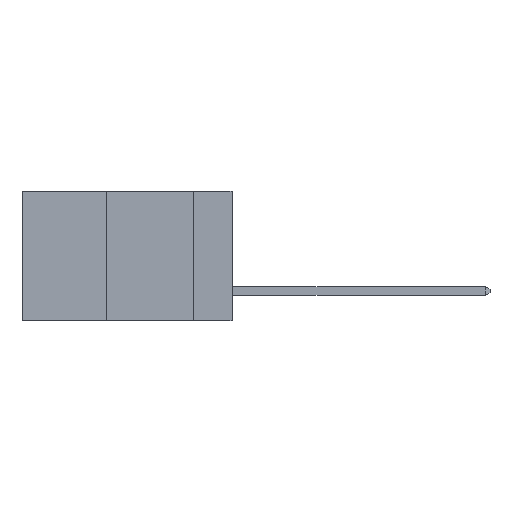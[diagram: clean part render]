
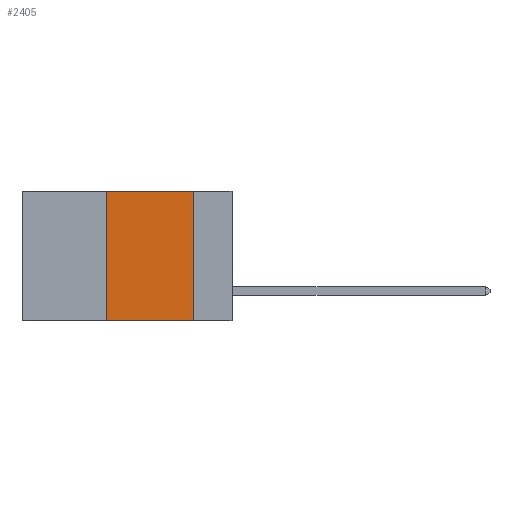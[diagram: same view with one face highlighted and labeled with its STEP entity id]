
A CAD part, left-side view. The second image highlights one B-rep face of the part: STEP entity #2405.
In plain terms, the highlighted planar face has unit normal (-1, 0, 0).
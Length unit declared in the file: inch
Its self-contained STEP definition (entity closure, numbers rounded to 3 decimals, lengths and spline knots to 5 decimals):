
#476 = DIRECTION ( 'NONE',  ( 0., -1., 0. ) ) ;
#652 = EDGE_CURVE ( 'NONE', #6398, #15293, #5859, .T. ) ;
#952 = PLANE ( 'NONE',  #39982 ) ;
#1077 = CARTESIAN_POINT ( 'NONE',  ( 0., 0.36, 0. ) ) ;
#1237 = DIRECTION ( 'NONE',  ( 0., 0., -1. ) ) ;
#1717 = CARTESIAN_POINT ( 'NONE',  ( 0., 0.11, 0. ) ) ;
#2405 = ADVANCED_FACE ( 'NONE', ( #22267 ), #952, .F. ) ;
#2872 = ORIENTED_EDGE ( 'NONE', *, *, #28921, .F. ) ;
#5687 = LINE ( 'NONE', #25617, #15246 ) ;
#5859 = LINE ( 'NONE', #1717, #38974 ) ;
#6398 = VERTEX_POINT ( 'NONE', #39547 ) ;
#6529 = DIRECTION ( 'NONE',  ( 0., -1., 0. ) ) ;
#6993 = CARTESIAN_POINT ( 'NONE',  ( 0., 0.6, 0. ) ) ;
#7874 = CARTESIAN_POINT ( 'NONE',  ( 0., 0.36, -0.37 ) ) ;
#14370 = ORIENTED_EDGE ( 'NONE', *, *, #652, .F. ) ;
#15076 = VECTOR ( 'NONE', #476, 39.37008 ) ;
#15246 = VECTOR ( 'NONE', #6529, 39.37008 ) ;
#15293 = VERTEX_POINT ( 'NONE', #30696 ) ;
#21817 = VERTEX_POINT ( 'NONE', #1077 ) ;
#22267 = FACE_OUTER_BOUND ( 'NONE', #31209, .T. ) ;
#23222 = EDGE_CURVE ( 'NONE', #32978, #15293, #5687, .T. ) ;
#24392 = LINE ( 'NONE', #28991, #36969 ) ;
#25617 = CARTESIAN_POINT ( 'NONE',  ( 0., 0.6, -0.37 ) ) ;
#26091 = LINE ( 'NONE', #6993, #15076 ) ;
#27512 = ORIENTED_EDGE ( 'NONE', *, *, #41307, .F. ) ;
#28921 = EDGE_CURVE ( 'NONE', #32978, #21817, #24392, .T. ) ;
#28991 = CARTESIAN_POINT ( 'NONE',  ( 0., 0.36, 0. ) ) ;
#30204 = CARTESIAN_POINT ( 'NONE',  ( 0., 0.6, 0. ) ) ;
#30547 = DIRECTION ( 'NONE',  ( 0., 0., -1. ) ) ;
#30696 = CARTESIAN_POINT ( 'NONE',  ( 0., 0.11, -0.37 ) ) ;
#31209 = EDGE_LOOP ( 'NONE', ( #14370, #27512, #2872, #33992 ) ) ;
#32211 = DIRECTION ( 'NONE',  ( 0., 0., 1. ) ) ;
#32978 = VERTEX_POINT ( 'NONE', #7874 ) ;
#33992 = ORIENTED_EDGE ( 'NONE', *, *, #23222, .T. ) ;
#36969 = VECTOR ( 'NONE', #32211, 39.37008 ) ;
#38974 = VECTOR ( 'NONE', #30547, 39.37008 ) ;
#39547 = CARTESIAN_POINT ( 'NONE',  ( 0., 0.11, 0. ) ) ;
#39769 = DIRECTION ( 'NONE',  ( 1., 0., 0. ) ) ;
#39982 = AXIS2_PLACEMENT_3D ( 'NONE', #30204, #39769, #1237 ) ;
#41307 = EDGE_CURVE ( 'NONE', #21817, #6398, #26091, .T. ) ;
